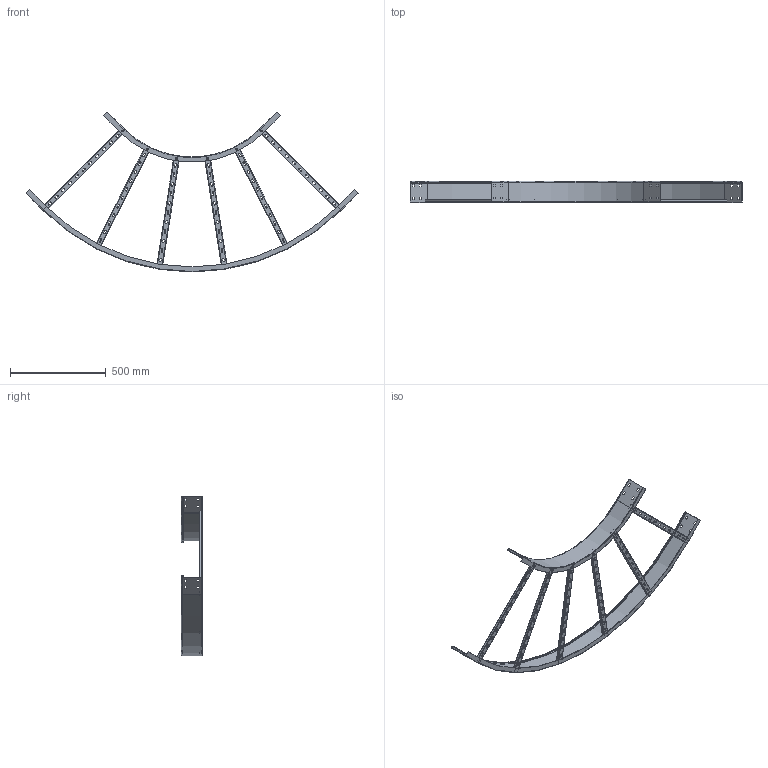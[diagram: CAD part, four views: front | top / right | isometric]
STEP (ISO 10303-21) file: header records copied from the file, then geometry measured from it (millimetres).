
FILE_DESCRIPTION (( 'STEP AP214' ), '1' );
FILE_NAME ('6217780.stp', '2021-10-18T06:44:47', ( '' ), ( '' ), 'SwSTEP 2.0', 'SolidWorks 2020', '' );
FILE_SCHEMA (( 'AUTOMOTIVE_DESIGN' ));
Length unit declared in the file: millimetre
Products named in the file (5): 131591_110x27xR500( 500.600); KTS 05.018-012_L=595; 132093_110_27_1100; 6217780; 131992_3.00mm
Assembly tree (14 placements, depth 2):
  6217780
    131591_110x27xR500( 500.600)
    132093_110_27_1100
    131992_3.00mm  x6
    KTS 05.018-012_L=595  x6
Bounding box: 1732.41 x 111.6 x 834.84 mm (x, y, z)
Volume: 993214.6 mm3; surface area: 1351985 mm2
Topology: 14 solids, 14 shells, 744 faces, 1872 edges, 1162 vertices
Faces by surface type: plane 436, cylinder 288, torus 14, cone 6
Full cylindrical faces by diameter (mm): 4.8 x6, 5.5 x6, 9.6 x6
Entity records: 9364 total; most frequent: DIRECTION 1640, CARTESIAN_POINT 1565, ORIENTED_EDGE 1534, EDGE_CURVE 767, AXIS2_PLACEMENT_3D 562, VECTOR 516, LINE 516, VERTEX_POINT 487
